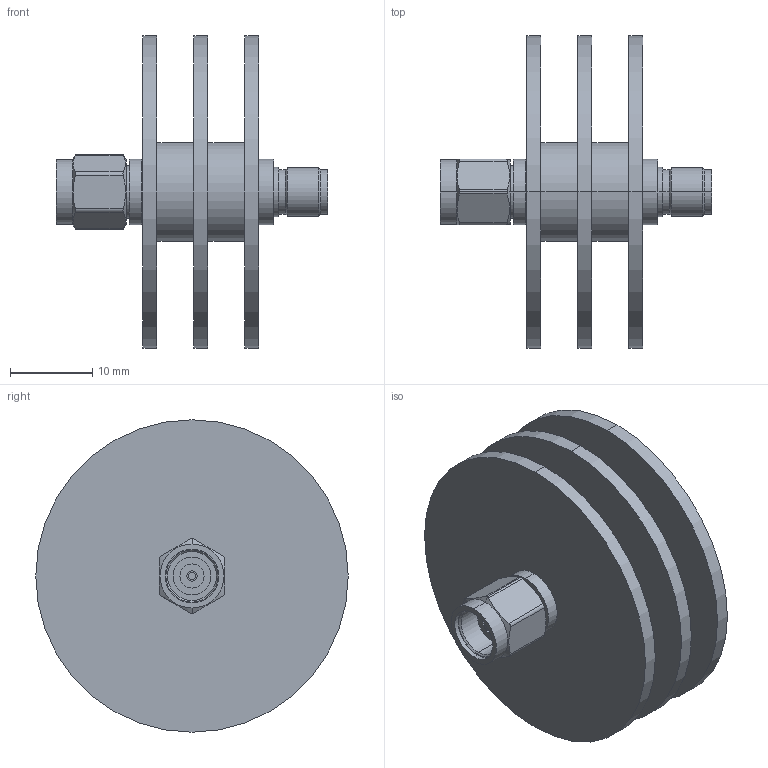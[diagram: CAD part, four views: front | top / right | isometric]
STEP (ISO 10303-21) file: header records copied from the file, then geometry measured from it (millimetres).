
FILE_DESCRIPTION (( 'STEP AP214' ), '1' );
FILE_NAME ('FMAT7512-30_3D.step', '2025-03-04T21:56:53', ( '' ), ( '' ), 'SwSTEP 2.0', 'SolidWorks 2022', '' );
FILE_SCHEMA (( 'AUTOMOTIVE_DESIGN' ));
Length unit declared in the file: millimetre
Products named in the file (1): FMAT7512-30_3D
Bounding box: 33.05 x 38 x 38 mm (x, y, z)
Volume: 7403.7 mm3; surface area: 8175.7 mm2
Topology: 1 solids, 1 shells, 102 faces, 215 edges, 138 vertices
Faces by surface type: cylinder 59, plane 31, cone 10, torus 2
Entity records: 2897 total; most frequent: CARTESIAN_POINT 612, DIRECTION 505, ORIENTED_EDGE 430, AXIS2_PLACEMENT_3D 215, EDGE_CURVE 215, VERTEX_POINT 138, EDGE_LOOP 125, CIRCLE 112
